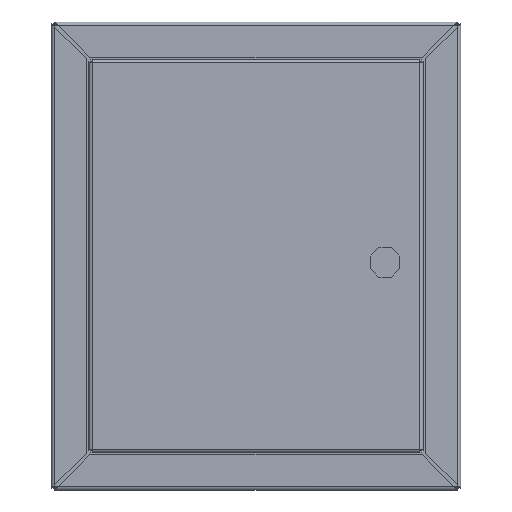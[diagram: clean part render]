
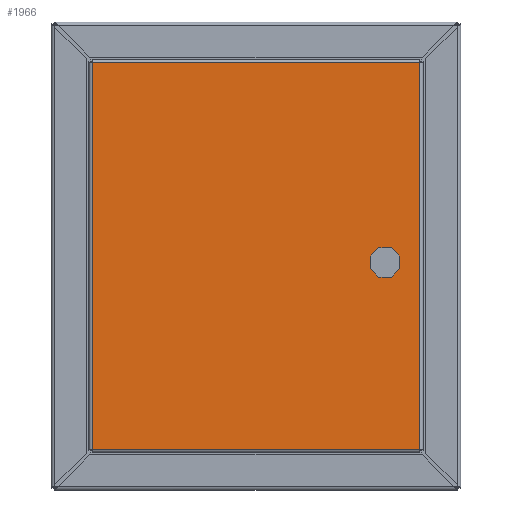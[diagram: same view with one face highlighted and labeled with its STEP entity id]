
A CAD part, front view. The second image highlights one B-rep face of the part: STEP entity #1966.
In plain terms, the highlighted planar face has unit normal (0, -1, 0).
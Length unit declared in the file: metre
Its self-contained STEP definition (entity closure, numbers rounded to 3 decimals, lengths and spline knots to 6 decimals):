
#150=ORIENTED_EDGE('',*,*,#718,.F.);
#151=ORIENTED_EDGE('',*,*,#719,.T.);
#152=ORIENTED_EDGE('',*,*,#720,.T.);
#153=ORIENTED_EDGE('',*,*,#721,.F.);
#154=ORIENTED_EDGE('',*,*,#715,.F.);
#155=ORIENTED_EDGE('',*,*,#717,.T.);
#156=ORIENTED_EDGE('',*,*,#697,.F.);
#157=ORIENTED_EDGE('',*,*,#700,.F.);
#158=ORIENTED_EDGE('',*,*,#703,.T.);
#159=ORIENTED_EDGE('',*,*,#706,.T.);
#160=ORIENTED_EDGE('',*,*,#709,.T.);
#161=ORIENTED_EDGE('',*,*,#712,.F.);
#697=EDGE_CURVE('',#985,#983,#1145,.T.);
#700=EDGE_CURVE('',#987,#985,#1148,.T.);
#703=EDGE_CURVE('',#987,#989,#1151,.T.);
#706=EDGE_CURVE('',#989,#991,#1154,.T.);
#709=EDGE_CURVE('',#991,#993,#1157,.T.);
#712=EDGE_CURVE('',#995,#993,#1160,.T.);
#715=EDGE_CURVE('',#997,#995,#1163,.T.);
#717=EDGE_CURVE('',#997,#983,#1165,.T.);
#718=EDGE_CURVE('',#998,#999,#1166,.T.);
#719=EDGE_CURVE('',#998,#1000,#1167,.T.);
#720=EDGE_CURVE('',#1000,#1001,#1168,.T.);
#721=EDGE_CURVE('',#999,#1001,#1169,.T.);
#983=VERTEX_POINT('',#2815);
#985=VERTEX_POINT('',#2819);
#987=VERTEX_POINT('',#2825);
#989=VERTEX_POINT('',#2831);
#991=VERTEX_POINT('',#2837);
#993=VERTEX_POINT('',#2843);
#995=VERTEX_POINT('',#2849);
#997=VERTEX_POINT('',#2855);
#998=VERTEX_POINT('',#2862);
#999=VERTEX_POINT('',#2863);
#1000=VERTEX_POINT('',#2865);
#1001=VERTEX_POINT('',#2867);
#1145=LINE('',#2820,#1369);
#1148=LINE('',#2826,#1372);
#1151=LINE('',#2832,#1375);
#1154=LINE('',#2838,#1378);
#1157=LINE('',#2844,#1381);
#1160=LINE('',#2850,#1384);
#1163=LINE('',#2856,#1387);
#1165=LINE('',#2859,#1389);
#1166=LINE('',#2861,#1390);
#1167=LINE('',#2864,#1391);
#1168=LINE('',#2866,#1392);
#1169=LINE('',#2868,#1393);
#1369=VECTOR('',#2278,1.);
#1372=VECTOR('',#2283,1.);
#1375=VECTOR('',#2288,1.);
#1378=VECTOR('',#2293,1.);
#1381=VECTOR('',#2298,1.);
#1384=VECTOR('',#2303,1.);
#1387=VECTOR('',#2308,1.);
#1389=VECTOR('',#2312,1.);
#1390=VECTOR('',#2315,1.);
#1391=VECTOR('',#2316,1.);
#1392=VECTOR('',#2317,1.);
#1393=VECTOR('',#2318,1.);
#1598=EDGE_LOOP('',(#150,#151,#152,#153));
#1599=EDGE_LOOP('',(#154,#155,#156,#157,#158,#159,#160,#161));
#1732=FACE_BOUND('',#1598,.T.);
#1733=FACE_BOUND('',#1599,.T.);
#1866=PLANE('',#2122);
#1966=ADVANCED_FACE('',(#1732,#1733),#1866,.T.);
#2122=AXIS2_PLACEMENT_3D('',#2860,#2313,#2314);
#2278=DIRECTION('',(0.,0.,-1.));
#2283=DIRECTION('',(-0.707,0.,-0.707));
#2288=DIRECTION('',(1.,0.,0.));
#2293=DIRECTION('',(0.707,0.,-0.707));
#2298=DIRECTION('',(0.,0.,-1.));
#2303=DIRECTION('',(0.707,0.,0.707));
#2308=DIRECTION('',(1.,0.,0.));
#2312=DIRECTION('',(-0.707,0.,0.707));
#2313=DIRECTION('',(0.,-1.,0.));
#2314=DIRECTION('',(1.,0.,0.));
#2315=DIRECTION('',(1.,0.,0.));
#2316=DIRECTION('',(0.,0.,-1.));
#2317=DIRECTION('',(1.,0.,0.));
#2318=DIRECTION('',(0.,0.,-1.));
#2815=CARTESIAN_POINT('',(0.273,-0.0015,0.1875));
#2819=CARTESIAN_POINT('',(0.273,-0.0015,0.1985));
#2820=CARTESIAN_POINT('',(0.273,-0.0015,0.1985));
#2825=CARTESIAN_POINT('',(0.28,-0.0015,0.2055));
#2826=CARTESIAN_POINT('',(0.216374,-0.0015,0.141874));
#2831=CARTESIAN_POINT('',(0.291,-0.0015,0.2055));
#2832=CARTESIAN_POINT('',(0.159749,-0.0015,0.2055));
#2837=CARTESIAN_POINT('',(0.298,-0.0015,0.1985));
#2838=CARTESIAN_POINT('',(0.228874,-0.0015,0.267626));
#2843=CARTESIAN_POINT('',(0.298,-0.0015,0.1875));
#2844=CARTESIAN_POINT('',(0.298,-0.0015,0.1985));
#2849=CARTESIAN_POINT('',(0.291,-0.0015,0.1805));
#2850=CARTESIAN_POINT('',(0.234374,-0.0015,0.123874));
#2855=CARTESIAN_POINT('',(0.28,-0.0015,0.1805));
#2856=CARTESIAN_POINT('',(0.159749,-0.0015,0.1805));
#2859=CARTESIAN_POINT('',(0.210874,-0.0015,0.249626));
#2860=CARTESIAN_POINT('',(0.159749,-0.0015,0.1985));
#2861=CARTESIAN_POINT('',(0.175,-0.0015,0.3635));
#2862=CARTESIAN_POINT('',(0.035,-0.0015,0.3635));
#2863=CARTESIAN_POINT('',(0.315,-0.0015,0.3635));
#2864=CARTESIAN_POINT('',(0.035,-0.0015,0.1985));
#2865=CARTESIAN_POINT('',(0.035,-0.0015,0.0335));
#2866=CARTESIAN_POINT('',(0.159749,-0.0015,0.0335));
#2867=CARTESIAN_POINT('',(0.315,-0.0015,0.0335));
#2868=CARTESIAN_POINT('',(0.315,-0.0015,0.1985));
